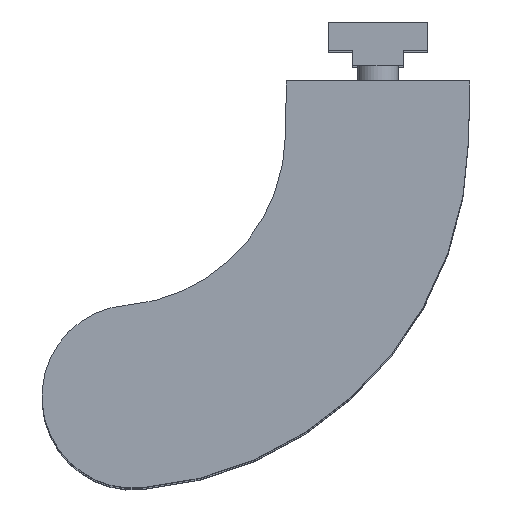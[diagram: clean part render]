
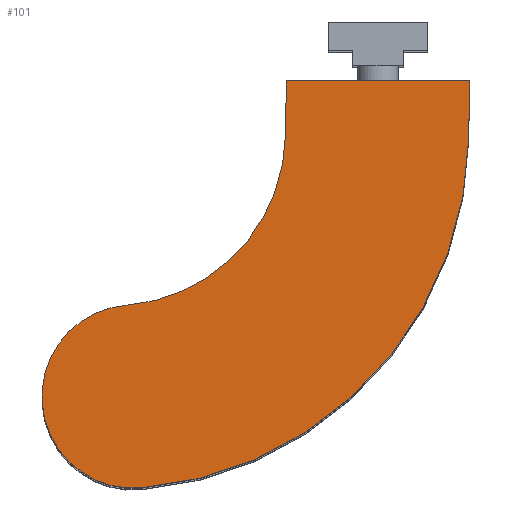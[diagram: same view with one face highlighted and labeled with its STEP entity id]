
A CAD part, top view. The second image highlights one B-rep face of the part: STEP entity #101.
In plain terms, the highlighted planar face has unit normal (0, 0, 1).
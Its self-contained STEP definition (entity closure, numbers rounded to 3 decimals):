
#101=ADVANCED_FACE('',(#234),#235,.F.);
#234=FACE_OUTER_BOUND('',#400,.T.);
#235=PLANE('',#401);
#400=EDGE_LOOP('',(#630,#631,#632,#633,#634,#635,#636));
#401=AXIS2_PLACEMENT_3D('',#637,#638,#639);
#630=ORIENTED_EDGE('',*,*,#987,.F.);
#631=ORIENTED_EDGE('',*,*,#1000,.F.);
#632=ORIENTED_EDGE('',*,*,#1003,.T.);
#633=ORIENTED_EDGE('',*,*,#1006,.F.);
#634=ORIENTED_EDGE('',*,*,#1009,.F.);
#635=ORIENTED_EDGE('',*,*,#1012,.F.);
#636=ORIENTED_EDGE('',*,*,#1014,.F.);
#637=CARTESIAN_POINT('',(-20.385,-39.933,18.0));
#638=DIRECTION('',(0.0,0.0,-1.0));
#639=DIRECTION('',(-1.0,0.0,0.0));
#987=EDGE_CURVE('',#1179,#1181,#1182,.T.);
#1000=EDGE_CURVE('',#1199,#1179,#1201,.T.);
#1003=EDGE_CURVE('',#1199,#1203,#1205,.T.);
#1006=EDGE_CURVE('',#1207,#1203,#1209,.T.);
#1009=EDGE_CURVE('',#1211,#1207,#1213,.T.);
#1012=EDGE_CURVE('',#1215,#1211,#1217,.T.);
#1014=EDGE_CURVE('',#1181,#1215,#1219,.T.);
#1179=VERTEX_POINT('',#1441);
#1181=VERTEX_POINT('',#1444);
#1182=LINE('',#1445,#1446);
#1199=VERTEX_POINT('',#1467);
#1201=LINE('',#1470,#1471);
#1203=VERTEX_POINT('',#1473);
#1205=CIRCLE('',#1476,34.);
#1207=VERTEX_POINT('',#1478);
#1209=LINE('',#1481,#1482);
#1211=VERTEX_POINT('',#1484);
#1213=CIRCLE('',#1487,18.);
#1215=VERTEX_POINT('',#1489);
#1217=CIRCLE('',#1492,70.002);
#1219=LINE('',#1494,#1495);
#1441=CARTESIAN_POINT('',(-18.0,0.0,18.0));
#1444=CARTESIAN_POINT('',(18.0,0.0,18.0));
#1445=CARTESIAN_POINT('',(-18.0,0.0,18.0));
#1446=VECTOR('',#1762,1.0);
#1467=CARTESIAN_POINT('',(-18.188,-10.761,18.0));
#1470=CARTESIAN_POINT('',(-18.188,-10.761,18.0));
#1471=VECTOR('',#1783,1.0);
#1473=CARTESIAN_POINT('',(-49.219,-44.038,18.0));
#1476=AXIS2_PLACEMENT_3D('',#1785,#1786,#1787);
#1478=CARTESIAN_POINT('',(-49.569,-44.068,18.0));
#1481=CARTESIAN_POINT('',(-49.569,-44.068,18.0));
#1482=VECTOR('',#1789,1.0);
#1484=CARTESIAN_POINT('',(-46.431,-79.932,18.0));
#1487=AXIS2_PLACEMENT_3D('',#1791,#1792,#1793);
#1489=CARTESIAN_POINT('',(17.801,-11.389,18.0));
#1492=AXIS2_PLACEMENT_3D('',#1795,#1796,#1797);
#1494=CARTESIAN_POINT('',(18.0,0.0,18.0));
#1495=VECTOR('',#1798,1.0);
#1762=DIRECTION('',(1.0,0.0,0.0));
#1783=DIRECTION('',(0.017,1.,0.0));
#1785=CARTESIAN_POINT('',(-52.183,-10.167,18.0));
#1786=DIRECTION('',(0.0,0.0,-1.0));
#1787=DIRECTION('',(1.,-0.017,0.0));
#1789=DIRECTION('',(0.996,0.087,0.0));
#1791=CARTESIAN_POINT('',(-48.0,-62.0,18.0));
#1792=DIRECTION('',(0.0,0.0,-1.0));
#1793=DIRECTION('',(0.087,-0.996,0.0));
#1795=CARTESIAN_POINT('',(-52.19,-10.167,18.0));
#1796=DIRECTION('',(0.0,0.0,-1.0));
#1797=DIRECTION('',(1.,-0.017,0.0));
#1798=DIRECTION('',(-0.017,-1.,0.0));
